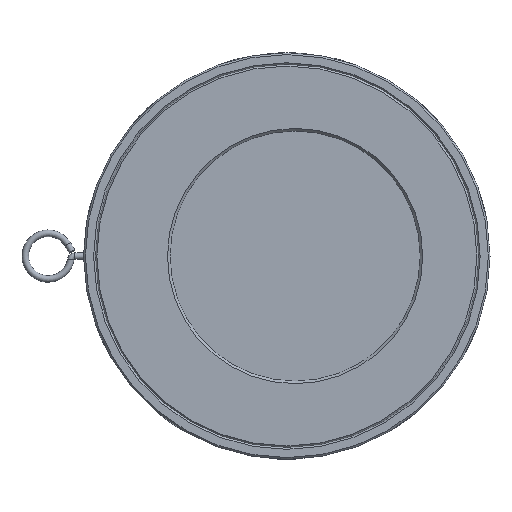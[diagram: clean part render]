
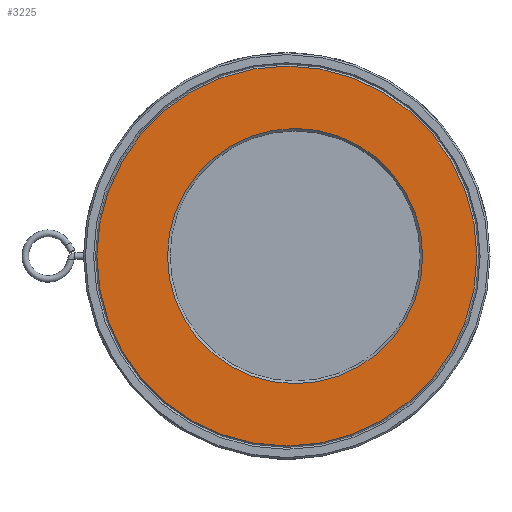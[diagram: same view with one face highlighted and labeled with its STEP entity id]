
A CAD part, left-side view. The second image highlights one B-rep face of the part: STEP entity #3225.
In plain terms, the highlighted planar face has unit normal (-1, 0, 0).
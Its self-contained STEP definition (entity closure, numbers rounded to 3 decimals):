
#44=FACE_BOUND('',#1201,.T.);
#79=PLANE('',#3479);
#1015=FACE_OUTER_BOUND('',#1200,.T.);
#1200=EDGE_LOOP('',(#2430));
#1201=EDGE_LOOP('',(#2431));
#1417=CIRCLE('',#3476,155.5);
#1420=CIRCLE('',#3480,231.5);
#1564=VERTEX_POINT('',#4866);
#1567=VERTEX_POINT('',#4874);
#1903=EDGE_CURVE('',#1564,#1564,#1417,.T.);
#1907=EDGE_CURVE('',#1567,#1567,#1420,.T.);
#2430=ORIENTED_EDGE('',*,*,#1907,.T.);
#2431=ORIENTED_EDGE('',*,*,#1903,.F.);
#3225=ADVANCED_FACE('',(#1015,#44),#79,.F.);
#3476=AXIS2_PLACEMENT_3D('',#4867,#3891,#3892);
#3479=AXIS2_PLACEMENT_3D('',#4873,#3898,#3899);
#3480=AXIS2_PLACEMENT_3D('',#4875,#3900,#3901);
#3891=DIRECTION('center_axis',(-1.,0.,0.));
#3892=DIRECTION('ref_axis',(0.,0.,-1.));
#3898=DIRECTION('center_axis',(1.,0.,0.));
#3899=DIRECTION('ref_axis',(0.,0.,-1.));
#3900=DIRECTION('center_axis',(-1.,0.,0.));
#3901=DIRECTION('ref_axis',(0.,0.,1.));
#4866=CARTESIAN_POINT('',(0.,-10.,155.5));
#4867=CARTESIAN_POINT('Origin',(0.,-10.,0.));
#4873=CARTESIAN_POINT('Origin',(0.,0.,0.));
#4874=CARTESIAN_POINT('',(0.,0.,231.5));
#4875=CARTESIAN_POINT('Origin',(0.,0.,0.));
